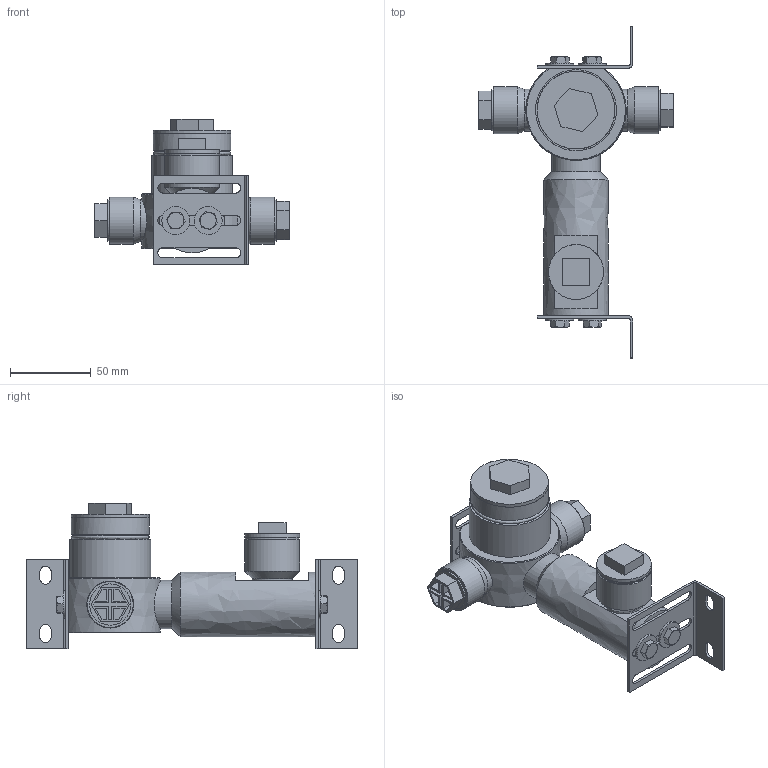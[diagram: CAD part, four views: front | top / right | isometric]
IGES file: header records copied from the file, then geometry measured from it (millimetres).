
Global section: file name: V720V2-LH-IS; native system: Autodesk Inventor 2023; preprocessor: unknown; author: rclarke; date: 20230420.135339; units: millimetre
Bounding box: 120.2 x 205 x 90.1 mm (x, y, z)
Volume: 255831.7 mm3; surface area: 110445.4 mm2
Topology: 22 solids, 22 shells, 410 faces, 1013 edges, 692 vertices
Faces by surface type: bspline 410
